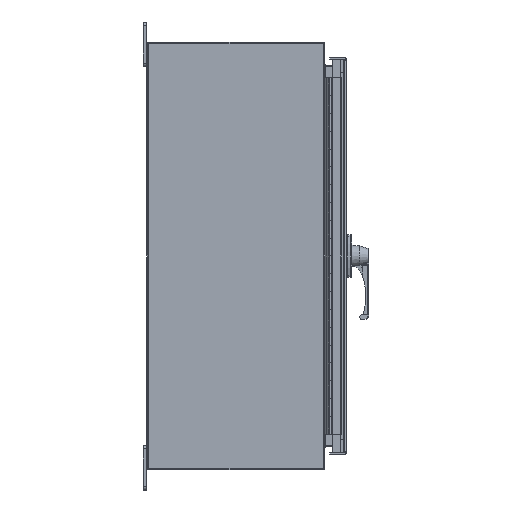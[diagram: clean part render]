
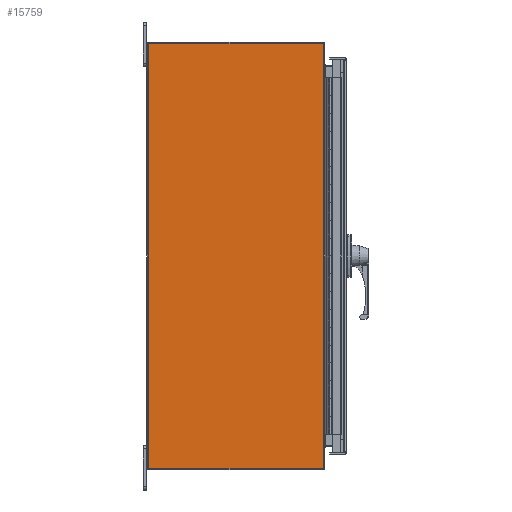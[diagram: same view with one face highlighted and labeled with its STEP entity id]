
A CAD part, left-side view. The second image highlights one B-rep face of the part: STEP entity #15759.
In plain terms, the highlighted planar face has unit normal (-1, 0, 0).
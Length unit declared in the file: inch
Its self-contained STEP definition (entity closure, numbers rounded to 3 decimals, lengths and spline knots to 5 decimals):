
#1667 = VECTOR ( 'NONE', #37552, 39.37008 ) ;
#1908 = CARTESIAN_POINT ( 'NONE',  ( -21., 0., 11.92789 ) ) ;
#2793 = CARTESIAN_POINT ( 'NONE',  ( -21., -0.036, 11.92789 ) ) ;
#3276 = PLANE ( 'NONE',  #15982 ) ;
#3398 = VECTOR ( 'NONE', #33178, 39.37008 ) ;
#6922 = DIRECTION ( 'NONE',  ( 1., 0., 0. ) ) ;
#7254 = VERTEX_POINT ( 'NONE', #44390 ) ;
#8836 = CARTESIAN_POINT ( 'NONE',  ( -21., -9.82, 83.298 ) ) ;
#10015 = VECTOR ( 'NONE', #22188, 39.37008 ) ;
#10315 = CARTESIAN_POINT ( 'NONE',  ( -21., 0., 83.298 ) ) ;
#11147 = EDGE_LOOP ( 'NONE', ( #11990, #15275, #33196, #21295, #24669, #37224 ) ) ;
#11990 = ORIENTED_EDGE ( 'NONE', *, *, #17681, .F. ) ;
#12152 = EDGE_CURVE ( 'NONE', #20559, #18777, #18461, .T. ) ;
#15275 = ORIENTED_EDGE ( 'NONE', *, *, #27394, .F. ) ;
#15759 = ADVANCED_FACE ( 'NONE', ( #49968 ), #3276, .F. ) ;
#15982 = AXIS2_PLACEMENT_3D ( 'NONE', #10315, #6922, #38742 ) ;
#17226 = LINE ( 'NONE', #1908, #3398 ) ;
#17681 = EDGE_CURVE ( 'NONE', #49711, #45162, #36421, .T. ) ;
#18461 = LINE ( 'NONE', #21599, #1667 ) ;
#18777 = VERTEX_POINT ( 'NONE', #2793 ) ;
#19006 = DIRECTION ( 'NONE',  ( 1., 0., 0. ) ) ;
#20559 = VERTEX_POINT ( 'NONE', #51009 ) ;
#21295 = ORIENTED_EDGE ( 'NONE', *, *, #28733, .F. ) ;
#21323 = DIRECTION ( 'NONE',  ( 0., 0., -1. ) ) ;
#21599 = CARTESIAN_POINT ( 'NONE',  ( -21., -0.036, -11.892 ) ) ;
#22188 = DIRECTION ( 'NONE',  ( 0., 1., 0. ) ) ;
#22321 = EDGE_CURVE ( 'NONE', #7254, #30748, #36601, .T. ) ;
#24669 = ORIENTED_EDGE ( 'NONE', *, *, #12152, .F. ) ;
#25858 = CARTESIAN_POINT ( 'NONE',  ( -21., -9.82, 11.92218 ) ) ;
#27394 = EDGE_CURVE ( 'NONE', #30748, #49711, #41192, .T. ) ;
#28733 = EDGE_CURVE ( 'NONE', #18777, #7254, #17226, .T. ) ;
#30513 = CARTESIAN_POINT ( 'NONE',  ( -21., -9.78671, 11.82789 ) ) ;
#30748 = VERTEX_POINT ( 'NONE', #25858 ) ;
#31349 = CARTESIAN_POINT ( 'NONE',  ( -21., 0., -11.92789 ) ) ;
#33178 = DIRECTION ( 'NONE',  ( 0., -1., 0. ) ) ;
#33196 = ORIENTED_EDGE ( 'NONE', *, *, #22321, .F. ) ;
#33295 = AXIS2_PLACEMENT_3D ( 'NONE', #30513, #19006, #34955 ) ;
#34955 = DIRECTION ( 'NONE',  ( 0., 1., 0. ) ) ;
#36421 = CIRCLE ( 'NONE', #41417, 0.1 ) ;
#36601 = CIRCLE ( 'NONE', #33295, 0.1 ) ;
#37224 = ORIENTED_EDGE ( 'NONE', *, *, #49006, .F. ) ;
#37552 = DIRECTION ( 'NONE',  ( 0., 0., 1. ) ) ;
#37801 = DIRECTION ( 'NONE',  ( 1., 0., 0. ) ) ;
#38059 = DIRECTION ( 'NONE',  ( 0., -1., 0. ) ) ;
#38742 = DIRECTION ( 'NONE',  ( 0., 1., 0. ) ) ;
#39195 = LINE ( 'NONE', #31349, #10015 ) ;
#40951 = CARTESIAN_POINT ( 'NONE',  ( -21., -9.78671, -11.92789 ) ) ;
#41192 = LINE ( 'NONE', #8836, #43257 ) ;
#41417 = AXIS2_PLACEMENT_3D ( 'NONE', #45646, #37801, #38059 ) ;
#43257 = VECTOR ( 'NONE', #21323, 39.37008 ) ;
#44390 = CARTESIAN_POINT ( 'NONE',  ( -21., -9.78671, 11.92789 ) ) ;
#45162 = VERTEX_POINT ( 'NONE', #40951 ) ;
#45479 = CARTESIAN_POINT ( 'NONE',  ( -21., -9.82, -11.92218 ) ) ;
#45646 = CARTESIAN_POINT ( 'NONE',  ( -21., -9.78671, -11.82789 ) ) ;
#49006 = EDGE_CURVE ( 'NONE', #45162, #20559, #39195, .T. ) ;
#49711 = VERTEX_POINT ( 'NONE', #45479 ) ;
#49968 = FACE_OUTER_BOUND ( 'NONE', #11147, .T. ) ;
#51009 = CARTESIAN_POINT ( 'NONE',  ( -21., -0.036, -11.92789 ) ) ;
